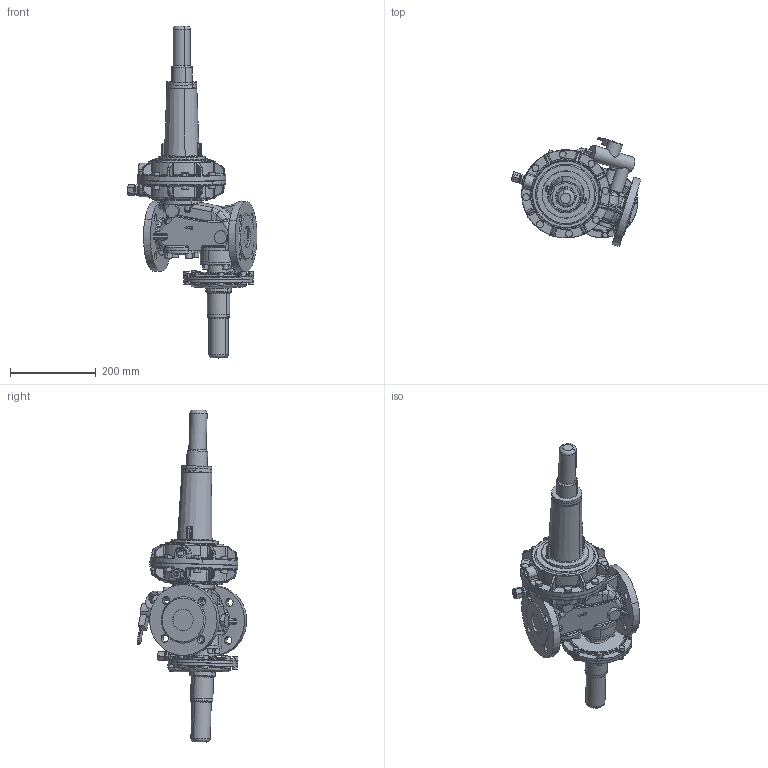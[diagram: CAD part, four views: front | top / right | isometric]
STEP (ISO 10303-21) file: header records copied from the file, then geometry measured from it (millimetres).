
FILE_DESCRIPTION(('CATIA V5 STEP'),'2;1');
FILE_NAME('RS 250 DN 050-205-HDS.stp','2014-03-28T13:44:57+00:00',('none'),('none'),'CATIA Version 5 Release 19 SP 9 (IN-10)','CATIA V5 STEP AP203 Edition 2','none');
FILE_SCHEMA(('AP203_CONFIGURATION_CONTROLLED_3D_DESIGN_OF_MECHANICAL_PARTS_AND_ASSEMBLIES_MIM_LF { 1 0 10303 403 2 1 2}'));
Products named in the file (5): Product1; RS 250 DN 050-275; Produkt1; 8630H1; 8630H
Assembly tree (4 placements, depth 3):
  Product1
    RS 250 DN 050-275
    Produkt1
      8630H1
      8630H
Bounding box: 302.12 x 254.38 x 772.36 mm (x, y, z)
Volume: 6740132.4 mm3; surface area: 555006.1 mm2
Topology: 3 solids, 29 shells, 2278 faces, 5540 edges, 3198 vertices
Faces by surface type: cylinder 778, torus 433, bspline 422, plane 380, sphere 145, cone 108, extrusion 6, revolution 6
Entity records: 97364 total; most frequent: CARTESIAN_POINT 51957, ORIENTED_EDGE 10718, DIRECTION 6555, EDGE_CURVE 5359, AXIS2_PLACEMENT_3D 3792, VERTEX_POINT 3198, EDGE_LOOP 2397, CIRCLE 2312
